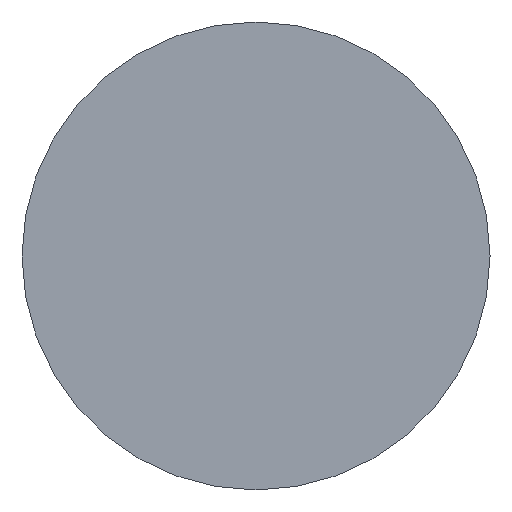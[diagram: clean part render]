
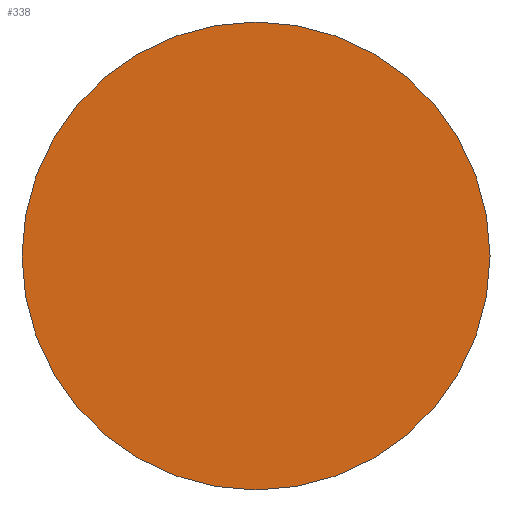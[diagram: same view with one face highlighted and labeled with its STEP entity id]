
A CAD part, front view. The second image highlights one B-rep face of the part: STEP entity #338.
In plain terms, the highlighted planar face has unit normal (0, -1, 0).
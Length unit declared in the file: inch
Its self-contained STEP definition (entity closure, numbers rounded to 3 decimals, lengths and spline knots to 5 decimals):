
#7 = CARTESIAN_POINT ( 'NONE',  ( 0., 0., -0.5 ) ) ;
#24 = DIRECTION ( 'NONE',  ( 0., -1., 0. ) ) ;
#63 = DIRECTION ( 'NONE',  ( 0., 0., -1. ) ) ;
#75 = ORIENTED_EDGE ( 'NONE', *, *, #319, .T. ) ;
#76 = DIRECTION ( 'NONE',  ( 0., 0., -1. ) ) ;
#80 = AXIS2_PLACEMENT_3D ( 'NONE', #90, #24, #63 ) ;
#90 = CARTESIAN_POINT ( 'NONE',  ( 0., 0., 0. ) ) ;
#106 = VERTEX_POINT ( 'NONE', #434 ) ;
#109 = CIRCLE ( 'NONE', #80, 0.5 ) ;
#111 = EDGE_LOOP ( 'NONE', ( #75, #415 ) ) ;
#179 = EDGE_CURVE ( 'NONE', #106, #307, #109, .T. ) ;
#212 = AXIS2_PLACEMENT_3D ( 'NONE', #395, #290, #323 ) ;
#229 = AXIS2_PLACEMENT_3D ( 'NONE', #278, #422, #76 ) ;
#248 = PLANE ( 'NONE',  #212 ) ;
#257 = CIRCLE ( 'NONE', #229, 0.5 ) ;
#278 = CARTESIAN_POINT ( 'NONE',  ( 0., 0., 0. ) ) ;
#290 = DIRECTION ( 'NONE',  ( 0., -1., 0. ) ) ;
#307 = VERTEX_POINT ( 'NONE', #7 ) ;
#319 = EDGE_CURVE ( 'NONE', #307, #106, #257, .T. ) ;
#323 = DIRECTION ( 'NONE',  ( 0., 0., -1. ) ) ;
#338 = ADVANCED_FACE ( 'NONE', ( #427 ), #248, .T. ) ;
#395 = CARTESIAN_POINT ( 'NONE',  ( 0., 0., 0. ) ) ;
#415 = ORIENTED_EDGE ( 'NONE', *, *, #179, .T. ) ;
#422 = DIRECTION ( 'NONE',  ( 0., -1., 0. ) ) ;
#427 = FACE_OUTER_BOUND ( 'NONE', #111, .T. ) ;
#434 = CARTESIAN_POINT ( 'NONE',  ( 0., 0., 0.5 ) ) ;
